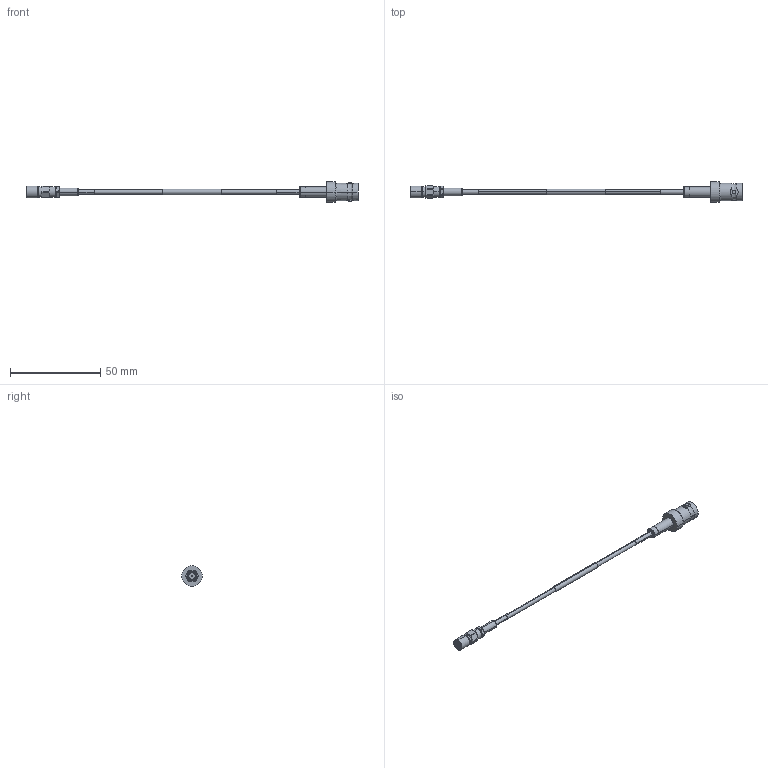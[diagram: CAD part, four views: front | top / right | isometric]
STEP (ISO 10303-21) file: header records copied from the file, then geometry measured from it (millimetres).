
FILE_DESCRIPTION (( 'STEP AP214' ), '1' );
FILE_NAME ('FMC00676_3D.step', '2023-02-23T03:24:57', ( '' ), ( '' ), 'SwSTEP 2.0', 'SolidWorks 2022', '' );
FILE_SCHEMA (( 'AUTOMOTIVE_DESIGN' ));
Length unit declared in the file: inch
Products named in the file (6): heat shrink conn 1^FMC00676_conn 1; FMCN1352^FMC00676; M17-113-RG316 Ø.098 jacket^FMC00676; SC5560^FMC00676; FMC00676_3D; heat shrink conn 2^FMC00676_conn 1
Assembly tree (5 placements, depth 2):
  FMC00676_3D
    M17-113-RG316 Ø.098 jacket^FMC00676
    SC5560^FMC00676
    heat shrink conn 1^FMC00676_conn 1
    FMCN1352^FMC00676
    heat shrink conn 2^FMC00676_conn 1
Bounding box: 184.07 x 11.43 x 11.43 mm (x, y, z)
Volume: 2545.6 mm3; surface area: 5673.6 mm2
Topology: 8 solids, 9 shells, 1313 faces, 2810 edges, 1533 vertices
Faces by surface type: bspline 803, cylinder 313, plane 138, cone 43, torus 16
Entity records: 135106 total; most frequent: CARTESIAN_POINT 115162, ORIENTED_EDGE 5620, EDGE_CURVE 2810, DIRECTION 1808, B_SPLINE_CURVE_WITH_KNOTS 1755, VERTEX_POINT 1533, EDGE_LOOP 1343, ADVANCED_FACE 1313
